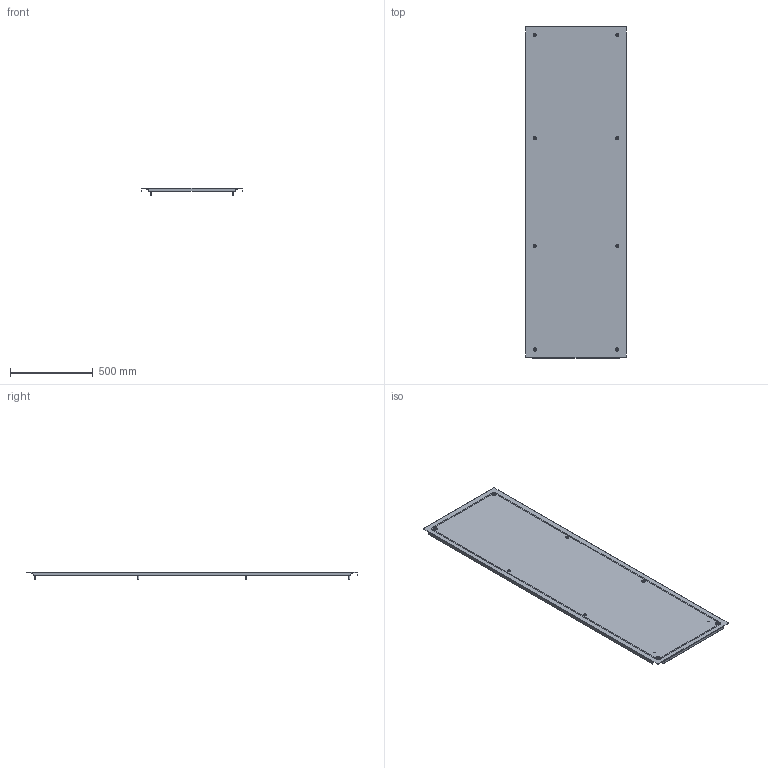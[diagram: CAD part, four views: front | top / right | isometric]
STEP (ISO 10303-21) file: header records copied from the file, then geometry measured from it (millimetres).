
FILE_DESCRIPTION (( 'STEP AP214' ), '1' );
FILE_NAME ('PR600WP Ïàíåëü çàäíÿÿ_èçâ0130_10.20.step', '2020-11-05T18:43:05', ( '' ), ( '' ), 'SwSTEP 2.0', 'SolidWorks 2019', '' );
FILE_SCHEMA (( 'AUTOMOTIVE_DESIGN' ));
Length unit declared in the file: millimetre
Products named in the file (18): AVT004.14.00.01 Ïàíåëü çàäíÿÿ_èçâ0130_10.20; Âèíò Ì6 DIN 7985; Óïëîòíèòåëü ïîëèóðåòàíîâûé ïàíåëè çàäíåé Ø_600_00; Óïëîòíèòåëü ïîëèóðåòàíîâûé ïàíåëè çàäíåé Ø_600; Øïèëüêà Ì6õ12; Âèíò Ì6 DIN 7985_6å40; PR600WP Ïàíåëü çàäíÿÿ_èçâ0130_10.20; AVT004.14.00.01 Ïàíåëü çàäíÿÿ_èçâ0130_10.20_00; Øïèëüêà Ì6õ12_00; AVT004.14.00.00 Ïàíåëü çàäíÿÿ_èçâ0130_10.20_00
Assembly tree (13 placements, depth 3):
  AVT004.14.00.01 Ïàíåëü çàäíÿÿ_èçâ0130_10.20
  Âèíò Ì6 DIN 7985
  Âèíò Ì6 DIN 7985
  Óïëîòíèòåëü ïîëèóðåòàíîâûé ïàíåëè çàäíåé Ø_600
  Øïèëüêà Ì6õ12
Bounding box: 609 x 2003 x 44.59 mm (x, y, z)
Volume: 2119630.6 mm3; surface area: 2720776.6 mm2
Topology: 12 solids, 12 shells, 389 faces, 914 edges, 578 vertices
Faces by surface type: plane 195, cylinder 86, torus 72, cone 20, sphere 16
Entity records: 6564 total; most frequent: DIRECTION 1250, CARTESIAN_POINT 1018, ORIENTED_EDGE 972, AXIS2_PLACEMENT_3D 530, EDGE_CURVE 486, VERTEX_POINT 298, CIRCLE 296, EDGE_LOOP 254
